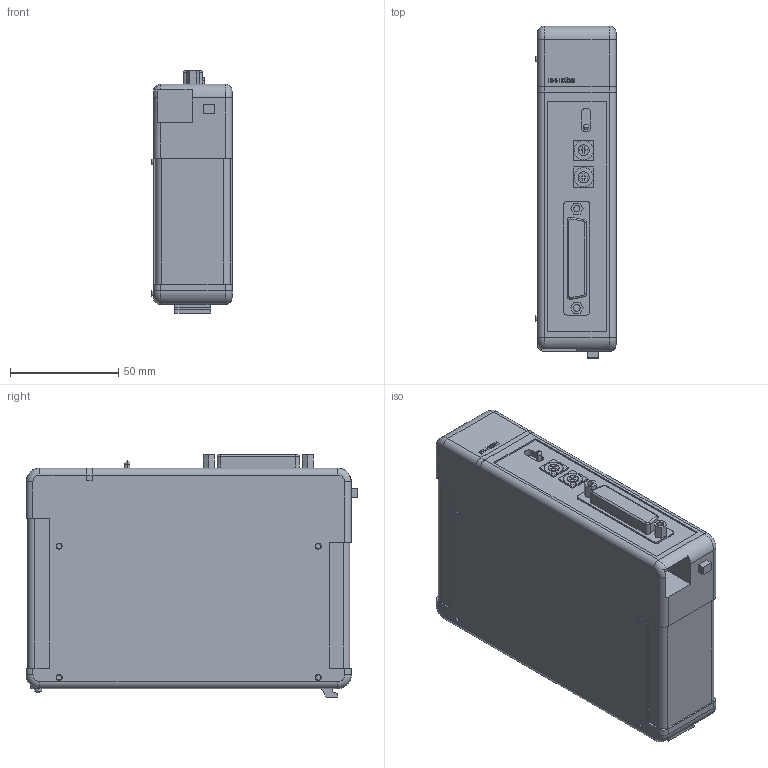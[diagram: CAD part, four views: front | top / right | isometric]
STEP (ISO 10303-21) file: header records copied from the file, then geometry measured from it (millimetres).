
FILE_DESCRIPTION (( 'STEP AP214' ), '1' );
FILE_NAME ('D4-DCM.step', '2014-09-23T18:04:57', ( '' ), ( '' ), 'SwSTEP 2.0', 'SolidWorks 2014', '' );
FILE_SCHEMA (( 'AUTOMOTIVE_DESIGN' ));
Length unit declared in the file: inch
Products named in the file (1): D4-DCM
Bounding box: 36.96 x 153.03 x 111.63 mm (x, y, z)
Volume: 529570.1 mm3; surface area: 53152.4 mm2
Topology: 2 solids, 2 shells, 330 faces, 838 edges, 549 vertices
Faces by surface type: plane 216, cylinder 62, bspline 26, torus 14, cone 10, sphere 2
Entity records: 14108 total; most frequent: CARTESIAN_POINT 3362, ORIENTED_EDGE 1666, DIRECTION 1547, EDGE_CURVE 833, LINE 617, VECTOR 617, VERTEX_POINT 546, AXIS2_PLACEMENT_3D 465
